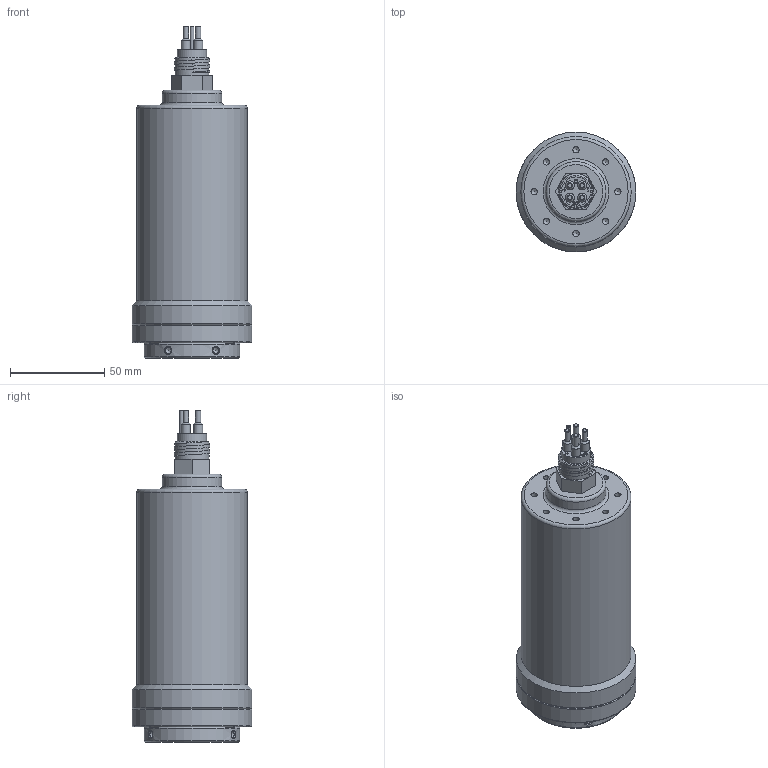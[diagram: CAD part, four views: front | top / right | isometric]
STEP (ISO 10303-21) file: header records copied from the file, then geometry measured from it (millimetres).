
FILE_DESCRIPTION(/* description */ (''),/* implementation_level */ '2;1');
FILE_NAME(/* name */ 'HammerheadXTR.stp',/* time_stamp */ '2022-10-31T12:09:49-04:00',/* author */ ('lfrey'),/* organization */ (''),/* preprocessor_version */ 'ST-DEVELOPER v19',/* originating_system */ 'Autodesk Inventor 2023',/* authorisation */ '');
FILE_SCHEMA (('AUTOMOTIVE_DESIGN { 1 0 10303 214 3 1 1 }'));
Length unit declared in the file: inch
Products named in the file (1): HammerheadXTR
Bounding box: 63.5 x 63.5 x 176.01 mm (x, y, z)
Volume: 159160.2 mm3; surface area: 62396.3 mm2
Topology: 1 solids, 7 shells, 484 faces, 1205 edges, 769 vertices
Faces by surface type: plane 177, cylinder 110, cone 105, torus 53, bspline 39
Full cylindrical faces by diameter (mm): 2 x3, 2.159 x4, 2.642 x2, 2.8 x4, 2.845 x4, 2.946 x4, 3.242 x7, 3.302 x8, 4.8 x4, 4.953 x4, 9.5 x1, 9.728 x9, 11.836 x1, 12.5 x1, 12.7 x2, 12.852 x2, 15.443 x1, 15.5 x1, 16 x1, 17.9 x2, 19 x2, 25.476 x1, 28.575 x1, 31.75 x1, 48.057 x1, 50.648 x2, 50.8 x3, 50.851 x1, 58.42 x1, 63.5 x2
Entity records: 20474 total; most frequent: CARTESIAN_POINT 8775, ORIENTED_EDGE 2362, DIRECTION 2233, EDGE_CURVE 1181, AXIS2_PLACEMENT_3D 873, VERTEX_POINT 769, EDGE_LOOP 546, LINE 487
